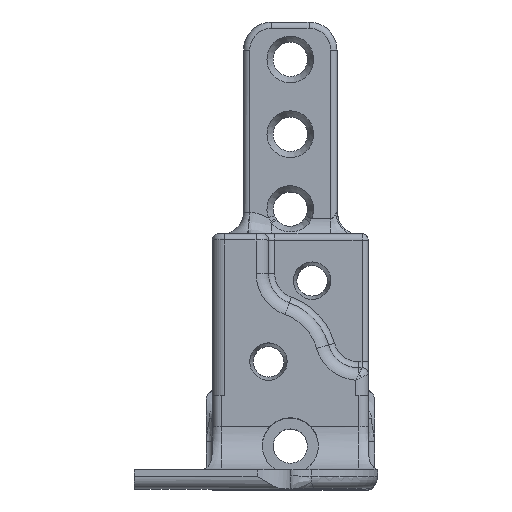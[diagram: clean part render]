
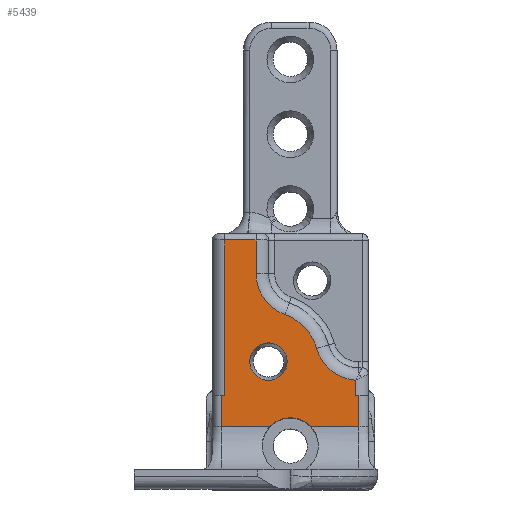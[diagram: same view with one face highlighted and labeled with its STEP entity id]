
A CAD part, top view. The second image highlights one B-rep face of the part: STEP entity #5439.
In plain terms, the highlighted planar face has unit normal (0, 0, 1).
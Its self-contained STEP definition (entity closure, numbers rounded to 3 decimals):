
#115=FACE_BOUND('',#754,.T.);
#173=PLANE('',#5960);
#412=FACE_OUTER_BOUND('',#753,.T.);
#753=EDGE_LOOP('',(#4444,#4445,#4446,#4447,#4448,#4449,#4450,#4451,#4452,
#4453,#4454,#4455,#4456,#4457));
#754=EDGE_LOOP('',(#4458));
#1220=CIRCLE('',#5878,4.5);
#1259=CIRCLE('',#5961,7.);
#1260=CIRCLE('',#5962,8.);
#1261=CIRCLE('',#5963,7.);
#1262=CIRCLE('',#5964,3.);
#1622=LINE('',#12701,#1978);
#1626=LINE('',#13190,#1982);
#1630=LINE('',#13235,#1986);
#1631=LINE('',#13239,#1987);
#1632=LINE('',#13243,#1988);
#1633=LINE('',#13245,#1989);
#1634=LINE('',#13247,#1990);
#1635=LINE('',#13255,#1991);
#1636=LINE('',#13257,#1992);
#1637=LINE('',#13258,#1993);
#1978=VECTOR('',#7152,10.);
#1982=VECTOR('',#7172,10.);
#1986=VECTOR('',#7190,10.);
#1987=VECTOR('',#7195,10.);
#1988=VECTOR('',#7200,10.);
#1989=VECTOR('',#7201,10.);
#1990=VECTOR('',#7202,10.);
#1991=VECTOR('',#7209,10.);
#1992=VECTOR('',#7210,10.);
#1993=VECTOR('',#7211,10.);
#2430=VERTEX_POINT('',#12271);
#2431=VERTEX_POINT('',#12280);
#2481=VERTEX_POINT('',#12700);
#2484=VERTEX_POINT('',#13188);
#2488=VERTEX_POINT('',#13234);
#2489=VERTEX_POINT('',#13238);
#2490=VERTEX_POINT('',#13242);
#2491=VERTEX_POINT('',#13244);
#2492=VERTEX_POINT('',#13246);
#2493=VERTEX_POINT('',#13248);
#2494=VERTEX_POINT('',#13250);
#2495=VERTEX_POINT('',#13252);
#2496=VERTEX_POINT('',#13254);
#2497=VERTEX_POINT('',#13256);
#2498=VERTEX_POINT('',#13259);
#3075=EDGE_CURVE('',#2431,#2430,#1220,.T.);
#3168=EDGE_CURVE('',#2431,#2481,#1622,.T.);
#3179=EDGE_CURVE('',#2484,#2430,#1626,.T.);
#3187=EDGE_CURVE('',#2481,#2488,#1630,.T.);
#3189=EDGE_CURVE('',#2488,#2489,#1631,.T.);
#3191=EDGE_CURVE('',#2490,#2484,#1632,.T.);
#3192=EDGE_CURVE('',#2491,#2490,#1633,.T.);
#3193=EDGE_CURVE('',#2492,#2491,#1634,.T.);
#3194=EDGE_CURVE('',#2493,#2492,#1259,.T.);
#3195=EDGE_CURVE('',#2494,#2493,#1260,.T.);
#3196=EDGE_CURVE('',#2495,#2494,#1261,.T.);
#3197=EDGE_CURVE('',#2496,#2495,#1635,.T.);
#3198=EDGE_CURVE('',#2497,#2496,#1636,.T.);
#3199=EDGE_CURVE('',#2489,#2497,#1637,.T.);
#3200=EDGE_CURVE('',#2498,#2498,#1262,.T.);
#4444=ORIENTED_EDGE('',*,*,#3075,.T.);
#4445=ORIENTED_EDGE('',*,*,#3179,.F.);
#4446=ORIENTED_EDGE('',*,*,#3191,.F.);
#4447=ORIENTED_EDGE('',*,*,#3192,.F.);
#4448=ORIENTED_EDGE('',*,*,#3193,.F.);
#4449=ORIENTED_EDGE('',*,*,#3194,.F.);
#4450=ORIENTED_EDGE('',*,*,#3195,.F.);
#4451=ORIENTED_EDGE('',*,*,#3196,.F.);
#4452=ORIENTED_EDGE('',*,*,#3197,.F.);
#4453=ORIENTED_EDGE('',*,*,#3198,.F.);
#4454=ORIENTED_EDGE('',*,*,#3199,.F.);
#4455=ORIENTED_EDGE('',*,*,#3189,.F.);
#4456=ORIENTED_EDGE('',*,*,#3187,.F.);
#4457=ORIENTED_EDGE('',*,*,#3168,.F.);
#4458=ORIENTED_EDGE('',*,*,#3200,.T.);
#5439=ADVANCED_FACE('',(#412,#115),#173,.T.);
#5878=AXIS2_PLACEMENT_3D('',#12281,#6983,#6984);
#5960=AXIS2_PLACEMENT_3D('',#13241,#7198,#7199);
#5961=AXIS2_PLACEMENT_3D('',#13249,#7203,#7204);
#5962=AXIS2_PLACEMENT_3D('',#13251,#7205,#7206);
#5963=AXIS2_PLACEMENT_3D('',#13253,#7207,#7208);
#5964=AXIS2_PLACEMENT_3D('',#13260,#7212,#7213);
#6983=DIRECTION('center_axis',(0.,0.,
-1.));
#6984=DIRECTION('ref_axis',(-1.,0.,0.));
#7152=DIRECTION('',(-1.,0.,0.));
#7172=DIRECTION('',(-1.,0.,0.));
#7190=DIRECTION('',(0.,1.,0.));
#7195=DIRECTION('',(1.,0.,0.));
#7198=DIRECTION('center_axis',(0.,0.,
1.));
#7199=DIRECTION('ref_axis',(1.,0.,0.));
#7200=DIRECTION('',(0.,-1.,0.));
#7201=DIRECTION('',(1.,0.,0.));
#7202=DIRECTION('',(0.,-1.,0.));
#7203=DIRECTION('center_axis',(0.,0.,
1.));
#7204=DIRECTION('ref_axis',(-0.606,-0.796,0.));
#7205=DIRECTION('center_axis',(0.,0.,
-1.));
#7206=DIRECTION('ref_axis',(0.742,0.671,0.));
#7207=DIRECTION('center_axis',(0.,0.,
1.));
#7208=DIRECTION('ref_axis',(-0.816,-0.577,0.));
#7209=DIRECTION('',(0.,-1.,0.));
#7210=DIRECTION('',(1.,0.,0.));
#7211=DIRECTION('',(0.,1.,0.));
#7212=DIRECTION('center_axis',(0.,0.,
-1.));
#7213=DIRECTION('ref_axis',(1.,0.,0.));
#12271=CARTESIAN_POINT('',(28.284,10.,-5.));
#12280=CARTESIAN_POINT('',(21.716,10.,-5.));
#12281=CARTESIAN_POINT('Origin',(25.,6.923,-5.));
#12700=CARTESIAN_POINT('',(14.,10.,-5.));
#12701=CARTESIAN_POINT('',(25.,10.,-5.));
#13188=CARTESIAN_POINT('',(36.,10.,-5.));
#13190=CARTESIAN_POINT('',(25.,10.,-5.));
#13234=CARTESIAN_POINT('',(14.,15.,-5.));
#13235=CARTESIAN_POINT('',(14.,12.712,-5.));
#13238=CARTESIAN_POINT('',(14.5,15.,-5.));
#13239=CARTESIAN_POINT('',(37.5,15.,-5.));
#13241=CARTESIAN_POINT('Origin',(25.,25.423,-5.));
#13242=CARTESIAN_POINT('',(36.,15.,-5.));
#13243=CARTESIAN_POINT('',(36.,14.212,-5.));
#13244=CARTESIAN_POINT('',(35.5,15.,-5.));
#13245=CARTESIAN_POINT('',(37.5,15.,-5.));
#13246=CARTESIAN_POINT('',(35.5,17.438,-5.));
#13247=CARTESIAN_POINT('',(35.5,13.673,-5.));
#13248=CARTESIAN_POINT('',(29.21,22.557,-5.));
#13249=CARTESIAN_POINT('Origin',(35.957,24.423,-5.));
#13250=CARTESIAN_POINT('',(24.167,27.966,-5.));
#13251=CARTESIAN_POINT('Origin',(21.5,20.423,-5.));
#13252=CARTESIAN_POINT('',(19.5,34.566,-5.));
#13253=CARTESIAN_POINT('Origin',(26.5,34.566,-5.));
#13254=CARTESIAN_POINT('',(19.5,39.923,-5.));
#13255=CARTESIAN_POINT('',(19.5,27.923,-5.));
#13256=CARTESIAN_POINT('',(14.5,39.923,-5.));
#13257=CARTESIAN_POINT('',(31.25,39.923,-5.));
#13258=CARTESIAN_POINT('',(14.5,19.673,-5.));
#13259=CARTESIAN_POINT('',(18.5,20.423,-5.));
#13260=CARTESIAN_POINT('Origin',(21.5,20.423,-5.));
